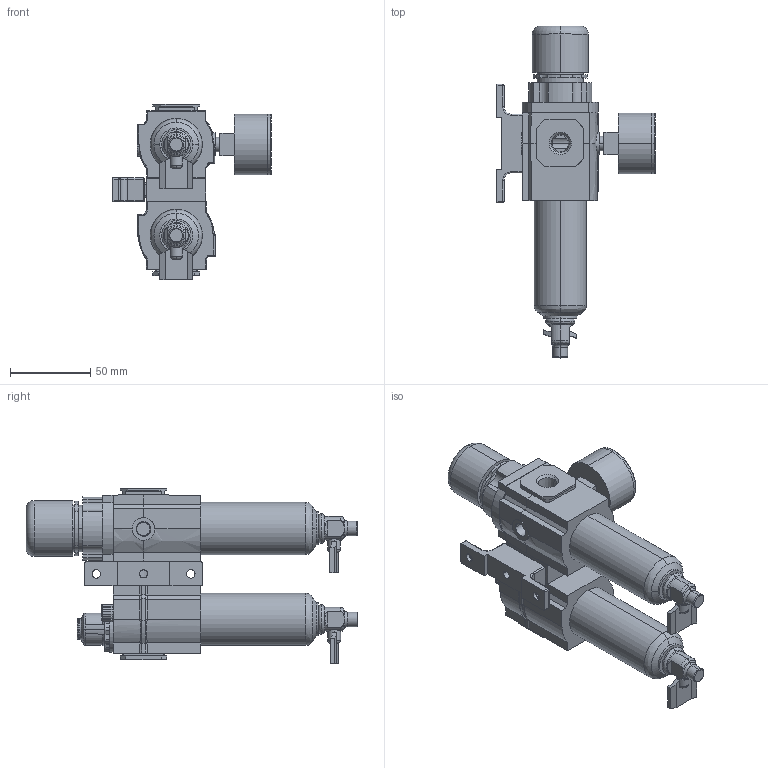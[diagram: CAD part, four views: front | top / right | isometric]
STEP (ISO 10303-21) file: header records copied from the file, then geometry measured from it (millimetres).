
FILE_DESCRIPTION (( 'STEP AP214' ), '1' );
FILE_NAME ('Norgren-BL72-225G.STEP', '2020-09-22T13:38:27', ( '' ), ( '' ), 'SwSTEP 2.0', 'SolidWorks 2020', '' );
FILE_SCHEMA (( 'AUTOMOTIVE_DESIGN' ));
Length unit declared in the file: millimetre
Products named in the file (15): BL72_4213-89; BL72_ss_43; BL72_4214-51; Bl72_ss_74; BL72_ss_03; BL72_ss_02; BL72_ss_14; Norgren-BL72-225G; BL_72-2; BL72_ss_08-L_Q; BL72_gauge; BL72_ss_08_Q; BL72_ss_41; BL72_L72_2QT; BL72_B72g_2KQT
Assembly tree (15 placements, depth 4):
  Norgren-BL72-225G
    BL72_B72g_2KQT
      BL72_ss_43
      BL72_ss_08_Q
      BL72_ss_02
      BL72_ss_03
    BL72_L72_2QT
      BL72_ss_08-L_Q
      BL_72-2
        BL72_ss_14
        BL72_ss_41
        Bl72_ss_74
      BL72_ss_03
    BL72_gauge
    BL72_4214-51
    BL72_4213-89
Bounding box: 98.85 x 207.13 x 109.58 mm (x, y, z)
Volume: 437112.9 mm3; surface area: 87648.4 mm2
Topology: 13 solids, 15 shells, 709 faces, 1773 edges, 1115 vertices
Faces by surface type: plane 350, cylinder 219, bspline 66, cone 42, torus 24, sphere 8
Entity records: 26456 total; most frequent: CARTESIAN_POINT 6139, ORIENTED_EDGE 3280, DIRECTION 3241, EDGE_CURVE 1640, AXIS2_PLACEMENT_3D 1116, VERTEX_POINT 1036, LINE 1009, VECTOR 1009
